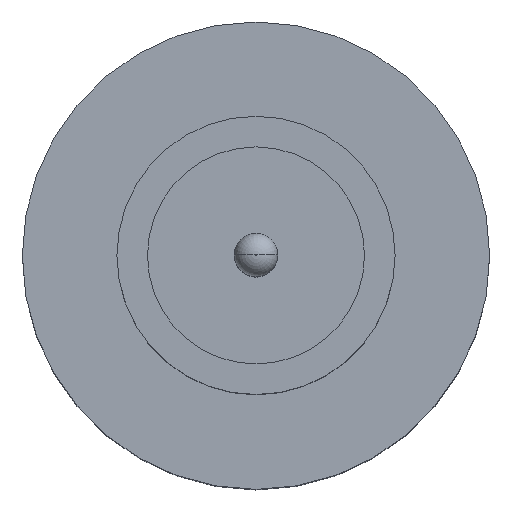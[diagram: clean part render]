
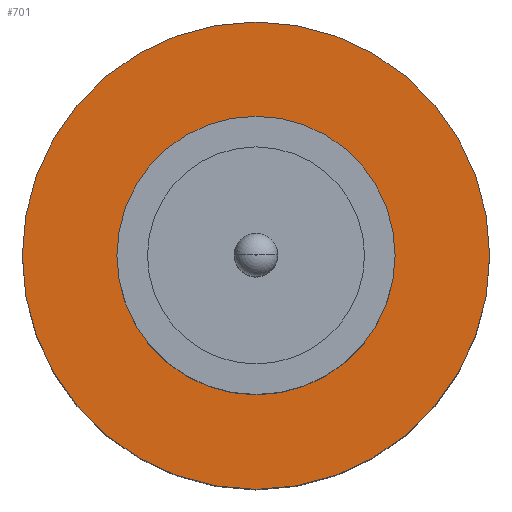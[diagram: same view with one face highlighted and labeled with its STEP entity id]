
A CAD part, top view. The second image highlights one B-rep face of the part: STEP entity #701.
In plain terms, the highlighted planar face has unit normal (0, 0, 1).
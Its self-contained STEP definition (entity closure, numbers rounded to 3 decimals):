
#28 = DIRECTION ( 'NONE',  ( 1., 0., 0. ) ) ;
#65 = VERTEX_POINT ( 'NONE', #856 ) ;
#72 = AXIS2_PLACEMENT_3D ( 'NONE', #974, #815, #348 ) ;
#80 = CARTESIAN_POINT ( 'NONE',  ( 0., 0., 1.55 ) ) ;
#119 = CARTESIAN_POINT ( 'NONE',  ( 0., 0., 1.55 ) ) ;
#135 = CIRCLE ( 'NONE', #329, 1.25 ) ;
#145 = CIRCLE ( 'NONE', #431, 1.25 ) ;
#174 = FACE_OUTER_BOUND ( 'NONE', #494, .T. ) ;
#227 = EDGE_CURVE ( 'NONE', #349, #65, #986, .T. ) ;
#248 = DIRECTION ( 'NONE',  ( 0., 0., 1. ) ) ;
#255 = DIRECTION ( 'NONE',  ( 0., 0., 1. ) ) ;
#266 = FACE_BOUND ( 'NONE', #399, .T. ) ;
#274 = CARTESIAN_POINT ( 'NONE',  ( 2.1, 0., 1.55 ) ) ;
#296 = ORIENTED_EDGE ( 'NONE', *, *, #681, .F. ) ;
#329 = AXIS2_PLACEMENT_3D ( 'NONE', #119, #1000, #602 ) ;
#348 = DIRECTION ( 'NONE',  ( 1., 0., 0. ) ) ;
#349 = VERTEX_POINT ( 'NONE', #274 ) ;
#399 = EDGE_LOOP ( 'NONE', ( #296, #1002 ) ) ;
#410 = CARTESIAN_POINT ( 'NONE',  ( 0., 0., 1.55 ) ) ;
#431 = AXIS2_PLACEMENT_3D ( 'NONE', #80, #1006, #627 ) ;
#494 = EDGE_LOOP ( 'NONE', ( #929, #932 ) ) ;
#511 = VERTEX_POINT ( 'NONE', #596 ) ;
#543 = EDGE_CURVE ( 'NONE', #885, #511, #135, .T. ) ;
#562 = CARTESIAN_POINT ( 'NONE',  ( 0., 0., 1.55 ) ) ;
#596 = CARTESIAN_POINT ( 'NONE',  ( 1.25, 0., 1.55 ) ) ;
#602 = DIRECTION ( 'NONE',  ( 1., 0., 0. ) ) ;
#613 = AXIS2_PLACEMENT_3D ( 'NONE', #410, #248, #28 ) ;
#627 = DIRECTION ( 'NONE',  ( 1., 0., 0. ) ) ;
#643 = DIRECTION ( 'NONE',  ( 1., 0., 0. ) ) ;
#648 = PLANE ( 'NONE',  #718 ) ;
#681 = EDGE_CURVE ( 'NONE', #511, #885, #145, .T. ) ;
#701 = ADVANCED_FACE ( 'NONE', ( #266, #174 ), #648, .T. ) ;
#718 = AXIS2_PLACEMENT_3D ( 'NONE', #562, #255, #643 ) ;
#727 = CARTESIAN_POINT ( 'NONE',  ( -1.25, 0., 1.55 ) ) ;
#815 = DIRECTION ( 'NONE',  ( 0., 0., 1. ) ) ;
#856 = CARTESIAN_POINT ( 'NONE',  ( -2.1, 0., 1.55 ) ) ;
#885 = VERTEX_POINT ( 'NONE', #727 ) ;
#891 = EDGE_CURVE ( 'NONE', #65, #349, #921, .T. ) ;
#921 = CIRCLE ( 'NONE', #72, 2.1 ) ;
#929 = ORIENTED_EDGE ( 'NONE', *, *, #891, .T. ) ;
#932 = ORIENTED_EDGE ( 'NONE', *, *, #227, .T. ) ;
#974 = CARTESIAN_POINT ( 'NONE',  ( 0., 0., 1.55 ) ) ;
#986 = CIRCLE ( 'NONE', #613, 2.1 ) ;
#1000 = DIRECTION ( 'NONE',  ( 0., 0., 1. ) ) ;
#1002 = ORIENTED_EDGE ( 'NONE', *, *, #543, .F. ) ;
#1006 = DIRECTION ( 'NONE',  ( 0., 0., 1. ) ) ;
